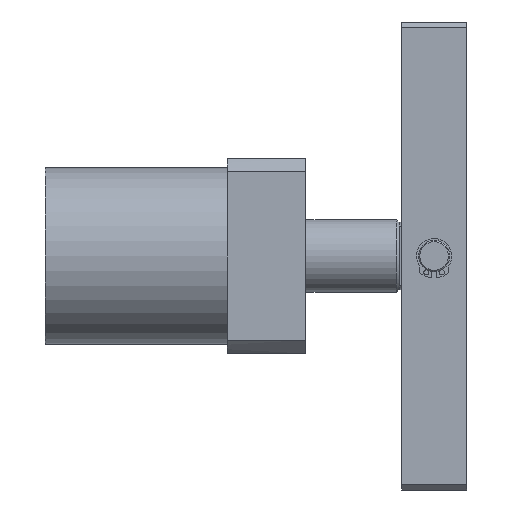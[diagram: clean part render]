
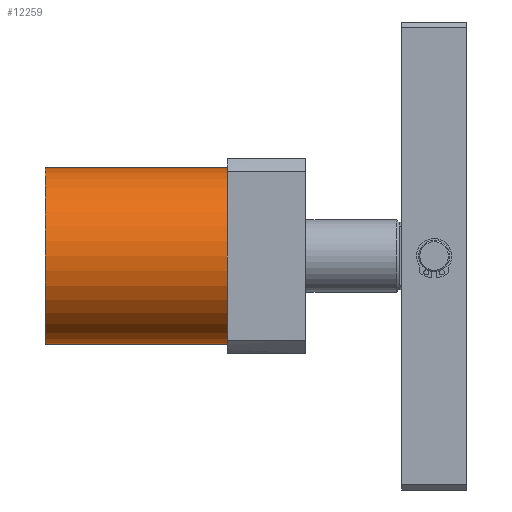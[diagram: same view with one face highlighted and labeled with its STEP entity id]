
A CAD part, front view. The second image highlights one B-rep face of the part: STEP entity #12259.
In plain terms, the highlighted cylindrical face has radius 34 mm (diameter 68 mm), a partial arc.
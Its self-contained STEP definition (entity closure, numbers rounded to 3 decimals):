
#50 = DIRECTION ( 'NONE',  ( 1., 0., 0. ) ) ;
#257 = DIRECTION ( 'NONE',  ( 0., 0., -1. ) ) ;
#741 = VERTEX_POINT ( 'NONE', #2346 ) ;
#1017 = CARTESIAN_POINT ( 'NONE',  ( 0., 0., 0. ) ) ;
#1632 = AXIS2_PLACEMENT_3D ( 'NONE', #1017, #16839, #13719 ) ;
#1804 = VECTOR ( 'NONE', #2067, 1000. ) ;
#1939 = CARTESIAN_POINT ( 'NONE',  ( 0., 0., -34. ) ) ;
#2067 = DIRECTION ( 'NONE',  ( 1., 0., 0. ) ) ;
#2346 = CARTESIAN_POINT ( 'NONE',  ( 0., 0., 34. ) ) ;
#4524 = CIRCLE ( 'NONE', #1632, 34. ) ;
#4851 = CARTESIAN_POINT ( 'NONE',  ( 70., 0., -34. ) ) ;
#6192 = EDGE_CURVE ( 'NONE', #741, #11113, #19725, .T. ) ;
#6296 = DIRECTION ( 'NONE',  ( 0., 0., -1. ) ) ;
#6742 = CIRCLE ( 'NONE', #13147, 34. ) ;
#6944 = LINE ( 'NONE', #1939, #1804 ) ;
#7050 = CARTESIAN_POINT ( 'NONE',  ( 70., 0., 34. ) ) ;
#7782 = VERTEX_POINT ( 'NONE', #14186 ) ;
#8199 = FACE_OUTER_BOUND ( 'NONE', #19329, .T. ) ;
#9239 = CARTESIAN_POINT ( 'NONE',  ( 0., 0., 34. ) ) ;
#9563 = CARTESIAN_POINT ( 'NONE',  ( 0., 0., 0. ) ) ;
#10500 = AXIS2_PLACEMENT_3D ( 'NONE', #9563, #12510, #6296 ) ;
#11113 = VERTEX_POINT ( 'NONE', #7050 ) ;
#11135 = ORIENTED_EDGE ( 'NONE', *, *, #6192, .F. ) ;
#11191 = CARTESIAN_POINT ( 'NONE',  ( 70., 0., 0. ) ) ;
#11237 = EDGE_CURVE ( 'NONE', #11113, #15913, #6742, .T. ) ;
#11647 = VECTOR ( 'NONE', #12113, 1000. ) ;
#12113 = DIRECTION ( 'NONE',  ( 1., 0., 0. ) ) ;
#12259 = ADVANCED_FACE ( 'NONE', ( #8199 ), #17708, .T. ) ;
#12508 = EDGE_CURVE ( 'NONE', #7782, #741, #4524, .T. ) ;
#12510 = DIRECTION ( 'NONE',  ( 1., 0., 0. ) ) ;
#13147 = AXIS2_PLACEMENT_3D ( 'NONE', #11191, #50, #257 ) ;
#13719 = DIRECTION ( 'NONE',  ( 0., 0., -1. ) ) ;
#14186 = CARTESIAN_POINT ( 'NONE',  ( 0., 0., -34. ) ) ;
#15219 = ORIENTED_EDGE ( 'NONE', *, *, #17481, .T. ) ;
#15913 = VERTEX_POINT ( 'NONE', #4851 ) ;
#16086 = ORIENTED_EDGE ( 'NONE', *, *, #12508, .F. ) ;
#16839 = DIRECTION ( 'NONE',  ( -1., 0., 0. ) ) ;
#17481 = EDGE_CURVE ( 'NONE', #7782, #15913, #6944, .T. ) ;
#17623 = ORIENTED_EDGE ( 'NONE', *, *, #11237, .F. ) ;
#17708 = CYLINDRICAL_SURFACE ( 'NONE', #10500, 34. ) ;
#19329 = EDGE_LOOP ( 'NONE', ( #11135, #16086, #15219, #17623 ) ) ;
#19725 = LINE ( 'NONE', #9239, #11647 ) ;
